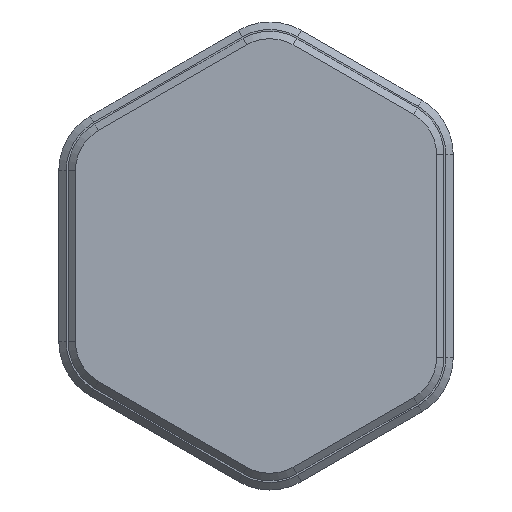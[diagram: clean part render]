
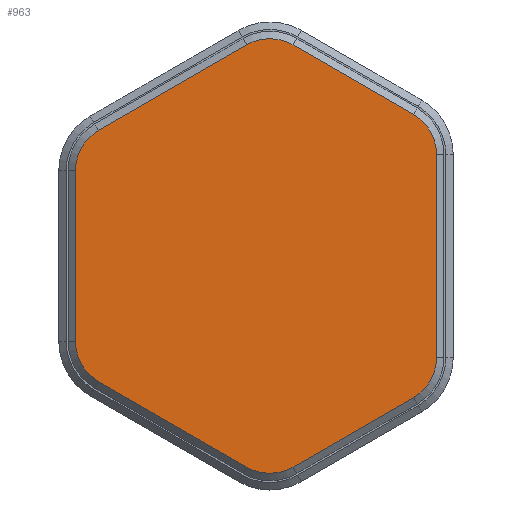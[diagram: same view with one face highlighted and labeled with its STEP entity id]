
A CAD part, front view. The second image highlights one B-rep face of the part: STEP entity #963.
In plain terms, the highlighted planar face has unit normal (0, -1, 0).
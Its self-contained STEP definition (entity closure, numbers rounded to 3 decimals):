
#7 = CARTESIAN_POINT ( 'NONE',  ( -26.524, 22.572, 65.294 ) ) ;
#24 = CARTESIAN_POINT ( 'NONE',  ( -8.274, 22.572, 66.593 ) ) ;
#50 = EDGE_CURVE ( 'NONE', #529, #1578, #1497, .T. ) ;
#69 = CIRCLE ( 'NONE', #223, 2.5 ) ;
#92 = VECTOR ( 'NONE', #303, 1000. ) ;
#116 = ORIENTED_EDGE ( 'NONE', *, *, #188, .T. ) ;
#132 = ORIENTED_EDGE ( 'NONE', *, *, #1410, .T. ) ;
#136 = DIRECTION ( 'NONE',  ( 0., 0., 1. ) ) ;
#152 = ORIENTED_EDGE ( 'NONE', *, *, #160, .T. ) ;
#154 = CARTESIAN_POINT ( 'NONE',  ( 50.226, 22.572, 102.684 ) ) ;
#160 = EDGE_CURVE ( 'NONE', #543, #1445, #793, .T. ) ;
#162 = VECTOR ( 'NONE', #238, 1000. ) ;
#180 = CARTESIAN_POINT ( 'NONE',  ( -10.774, 22.572, 77.563 ) ) ;
#188 = EDGE_CURVE ( 'NONE', #1337, #320, #641, .T. ) ;
#215 = DIRECTION ( 'NONE',  ( 0., 0., 1. ) ) ;
#223 = AXIS2_PLACEMENT_3D ( 'NONE', #1526, #424, #279 ) ;
#227 = VERTEX_POINT ( 'NONE', #1468 ) ;
#238 = DIRECTION ( 'NONE',  ( 0., 0., -1. ) ) ;
#240 = AXIS2_PLACEMENT_3D ( 'NONE', #818, #697, #1055 ) ;
#243 = DIRECTION ( 'NONE',  ( 0., -1., 0. ) ) ;
#267 = CARTESIAN_POINT ( 'NONE',  ( 25.348, 22.572, 59.595 ) ) ;
#270 = EDGE_CURVE ( 'NONE', #1226, #1085, #775, .T. ) ;
#273 = CARTESIAN_POINT ( 'NONE',  ( -27.774, 22.572, 76.697 ) ) ;
#279 = DIRECTION ( 'NONE',  ( 0., 0., 1. ) ) ;
#283 = DIRECTION ( 'NONE',  ( -0.866, 0., 0.5 ) ) ;
#290 = ORIENTED_EDGE ( 'NONE', *, *, #308, .T. ) ;
#303 = DIRECTION ( 'NONE',  ( 0.866, 0., -0.5 ) ) ;
#308 = EDGE_CURVE ( 'NONE', #227, #658, #752, .T. ) ;
#320 = VERTEX_POINT ( 'NONE', #273 ) ;
#325 = DIRECTION ( 'NONE',  ( 0., -1., 0. ) ) ;
#336 = AXIS2_PLACEMENT_3D ( 'NONE', #1168, #558, #215 ) ;
#424 = DIRECTION ( 'NONE',  ( 0., -1., 0. ) ) ;
#436 = EDGE_CURVE ( 'NONE', #1085, #1359, #747, .T. ) ;
#445 = ORIENTED_EDGE ( 'NONE', *, *, #1586, .T. ) ;
#454 = CARTESIAN_POINT ( 'NONE',  ( -16.024, 22.572, 83.481 ) ) ;
#483 = ORIENTED_EDGE ( 'NONE', *, *, #436, .T. ) ;
#507 = CARTESIAN_POINT ( 'NONE',  ( 51.853, 22.572, 99.865 ) ) ;
#511 = PLANE ( 'NONE',  #662 ) ;
#529 = VERTEX_POINT ( 'NONE', #454 ) ;
#543 = VERTEX_POINT ( 'NONE', #944 ) ;
#544 = CARTESIAN_POINT ( 'NONE',  ( -18.524, 22.572, 83.481 ) ) ;
#558 = DIRECTION ( 'NONE',  ( 0., -1., 0. ) ) ;
#559 = EDGE_CURVE ( 'NONE', #320, #543, #1100, .T. ) ;
#641 = CIRCLE ( 'NONE', #769, 2.5 ) ;
#658 = VERTEX_POINT ( 'NONE', #868 ) ;
#662 = AXIS2_PLACEMENT_3D ( 'NONE', #154, #1385, #1017 ) ;
#692 = AXIS2_PLACEMENT_3D ( 'NONE', #180, #325, #920 ) ;
#697 = DIRECTION ( 'NONE',  ( 0., -1., 0. ) ) ;
#700 = ORIENTED_EDGE ( 'NONE', *, *, #1250, .T. ) ;
#712 = EDGE_LOOP ( 'NONE', ( #132, #1424, #483, #700, #955, #990, #116, #1317, #152, #1045, #445, #290 ) ) ;
#731 = DIRECTION ( 'NONE',  ( 0., 0., 1. ) ) ;
#747 = CIRCLE ( 'NONE', #692, 2.5 ) ;
#752 = LINE ( 'NONE', #507, #1214 ) ;
#761 = DIRECTION ( 'NONE',  ( 0., 0., 1. ) ) ;
#769 = AXIS2_PLACEMENT_3D ( 'NONE', #1229, #243, #136 ) ;
#775 = LINE ( 'NONE', #1257, #1570 ) ;
#793 = CIRCLE ( 'NONE', #1476, 2.5 ) ;
#803 = CARTESIAN_POINT ( 'NONE',  ( -26.524, 22.572, 78.862 ) ) ;
#818 = CARTESIAN_POINT ( 'NONE',  ( -17.274, 22.572, 81.316 ) ) ;
#844 = CIRCLE ( 'NONE', #336, 2.5 ) ;
#866 = CARTESIAN_POINT ( 'NONE',  ( -8.274, 22.572, 77.563 ) ) ;
#868 = CARTESIAN_POINT ( 'NONE',  ( -9.524, 22.572, 64.428 ) ) ;
#893 = LINE ( 'NONE', #1394, #1194 ) ;
#920 = DIRECTION ( 'NONE',  ( 0., 0., 1. ) ) ;
#944 = CARTESIAN_POINT ( 'NONE',  ( -27.774, 22.572, 67.459 ) ) ;
#955 = ORIENTED_EDGE ( 'NONE', *, *, #50, .T. ) ;
#963 = ADVANCED_FACE ( 'NONE', ( #1002 ), #511, .F. ) ;
#990 = ORIENTED_EDGE ( 'NONE', *, *, #1581, .T. ) ;
#1002 = FACE_OUTER_BOUND ( 'NONE', #712, .T. ) ;
#1012 = LINE ( 'NONE', #1134, #92 ) ;
#1017 = DIRECTION ( 'NONE',  ( 0., 0., -1. ) ) ;
#1028 = DIRECTION ( 'NONE',  ( -0.866, 0., -0.5 ) ) ;
#1045 = ORIENTED_EDGE ( 'NONE', *, *, #1530, .T. ) ;
#1055 = DIRECTION ( 'NONE',  ( 0., 0., 1. ) ) ;
#1085 = VERTEX_POINT ( 'NONE', #866 ) ;
#1100 = LINE ( 'NONE', #1323, #162 ) ;
#1124 = VECTOR ( 'NONE', #283, 1000. ) ;
#1131 = LINE ( 'NONE', #267, #1124 ) ;
#1134 = CARTESIAN_POINT ( 'NONE',  ( 14.848, 22.572, 41.408 ) ) ;
#1153 = DIRECTION ( 'NONE',  ( 0.866, 0., 0.5 ) ) ;
#1168 = CARTESIAN_POINT ( 'NONE',  ( -10.774, 22.572, 66.593 ) ) ;
#1194 = VECTOR ( 'NONE', #1028, 1000. ) ;
#1214 = VECTOR ( 'NONE', #1153, 1000. ) ;
#1226 = VERTEX_POINT ( 'NONE', #24 ) ;
#1229 = CARTESIAN_POINT ( 'NONE',  ( -25.274, 22.572, 76.697 ) ) ;
#1250 = EDGE_CURVE ( 'NONE', #1359, #529, #1131, .T. ) ;
#1257 = CARTESIAN_POINT ( 'NONE',  ( -8.274, 22.572, 102.684 ) ) ;
#1317 = ORIENTED_EDGE ( 'NONE', *, *, #559, .T. ) ;
#1323 = CARTESIAN_POINT ( 'NONE',  ( -27.774, 22.572, 102.684 ) ) ;
#1337 = VERTEX_POINT ( 'NONE', #803 ) ;
#1343 = DIRECTION ( 'NONE',  ( 0., -1., 0. ) ) ;
#1359 = VERTEX_POINT ( 'NONE', #1442 ) ;
#1362 = CARTESIAN_POINT ( 'NONE',  ( -25.274, 22.572, 67.459 ) ) ;
#1385 = DIRECTION ( 'NONE',  ( 0., 1., 0. ) ) ;
#1394 = CARTESIAN_POINT ( 'NONE',  ( 41.353, 22.572, 118.051 ) ) ;
#1410 = EDGE_CURVE ( 'NONE', #658, #1226, #844, .T. ) ;
#1413 = VERTEX_POINT ( 'NONE', #1548 ) ;
#1424 = ORIENTED_EDGE ( 'NONE', *, *, #270, .T. ) ;
#1442 = CARTESIAN_POINT ( 'NONE',  ( -9.524, 22.572, 79.728 ) ) ;
#1445 = VERTEX_POINT ( 'NONE', #7 ) ;
#1468 = CARTESIAN_POINT ( 'NONE',  ( -16.024, 22.572, 60.676 ) ) ;
#1476 = AXIS2_PLACEMENT_3D ( 'NONE', #1362, #1343, #731 ) ;
#1497 = CIRCLE ( 'NONE', #240, 2.5 ) ;
#1526 = CARTESIAN_POINT ( 'NONE',  ( -17.274, 22.572, 62.841 ) ) ;
#1530 = EDGE_CURVE ( 'NONE', #1445, #1413, #1012, .T. ) ;
#1548 = CARTESIAN_POINT ( 'NONE',  ( -18.524, 22.572, 60.676 ) ) ;
#1570 = VECTOR ( 'NONE', #761, 1000. ) ;
#1578 = VERTEX_POINT ( 'NONE', #544 ) ;
#1581 = EDGE_CURVE ( 'NONE', #1578, #1337, #893, .T. ) ;
#1586 = EDGE_CURVE ( 'NONE', #1413, #227, #69, .T. ) ;
